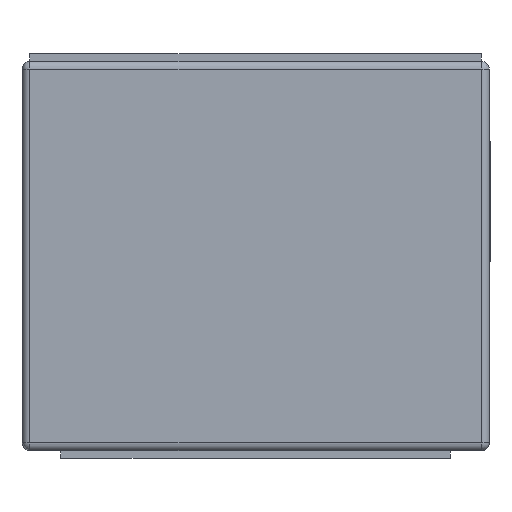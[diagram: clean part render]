
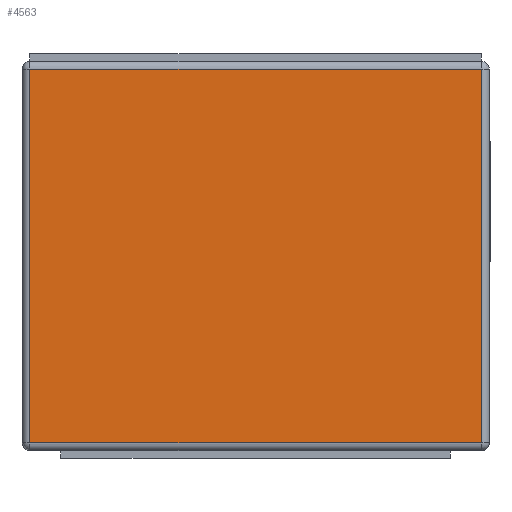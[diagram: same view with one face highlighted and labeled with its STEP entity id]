
A CAD part, left-side view. The second image highlights one B-rep face of the part: STEP entity #4563.
In plain terms, the highlighted planar face has unit normal (-1, 0, 0).
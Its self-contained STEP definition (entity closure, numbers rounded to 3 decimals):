
#385=FACE_OUTER_BOUND('',#662,.T.);
#662=EDGE_LOOP('',(#3194,#3195,#3196,#3197));
#1039=LINE('',#6672,#1508);
#1040=LINE('',#6674,#1509);
#1041=LINE('',#6676,#1510);
#1042=LINE('',#6677,#1511);
#1508=VECTOR('',#5305,1.);
#1509=VECTOR('',#5306,1.);
#1510=VECTOR('',#5307,1.);
#1511=VECTOR('',#5308,1.);
#2055=VERTEX_POINT('',#6670);
#2056=VERTEX_POINT('',#6671);
#2057=VERTEX_POINT('',#6673);
#2058=VERTEX_POINT('',#6675);
#2505=EDGE_CURVE('',#2055,#2056,#1039,.T.);
#2506=EDGE_CURVE('',#2056,#2057,#1040,.T.);
#2507=EDGE_CURVE('',#2057,#2058,#1041,.T.);
#2508=EDGE_CURVE('',#2058,#2055,#1042,.T.);
#3194=ORIENTED_EDGE('',*,*,#2505,.T.);
#3195=ORIENTED_EDGE('',*,*,#2506,.T.);
#3196=ORIENTED_EDGE('',*,*,#2507,.T.);
#3197=ORIENTED_EDGE('',*,*,#2508,.T.);
#4385=PLANE('',#4881);
#4563=ADVANCED_FACE('',(#385),#4385,.F.);
#4881=AXIS2_PLACEMENT_3D('',#6669,#5303,#5304);
#5303=DIRECTION('center_axis',(1.,0.,0.));
#5304=DIRECTION('ref_axis',(0.,0.,1.));
#5305=DIRECTION('',(0.,1.,0.));
#5306=DIRECTION('',(0.,0.,-1.));
#5307=DIRECTION('',(0.,-1.,0.));
#5308=DIRECTION('',(0.,0.,1.));
#6669=CARTESIAN_POINT('Origin',(-0.5,0.3,0.51));
#6670=CARTESIAN_POINT('',(-0.5,-0.29,0.5));
#6671=CARTESIAN_POINT('',(-0.5,0.29,0.5));
#6672=CARTESIAN_POINT('',(-0.5,0.3,0.5));
#6673=CARTESIAN_POINT('',(-0.5,0.29,0.02));
#6674=CARTESIAN_POINT('',(-0.5,0.29,0.51));
#6675=CARTESIAN_POINT('',(-0.5,-0.29,0.02));
#6676=CARTESIAN_POINT('',(-0.5,-0.3,0.02));
#6677=CARTESIAN_POINT('',(-0.5,-0.29,0.51));
